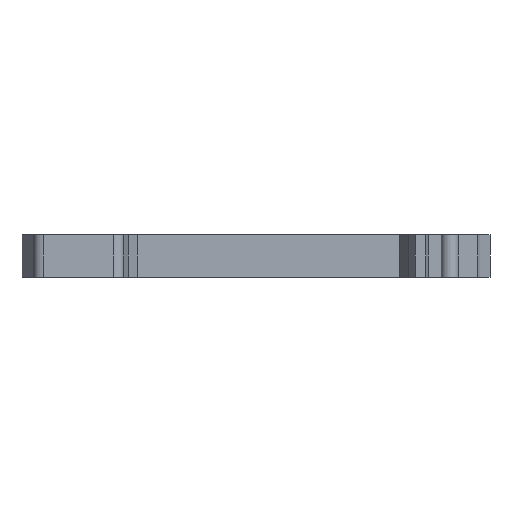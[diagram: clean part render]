
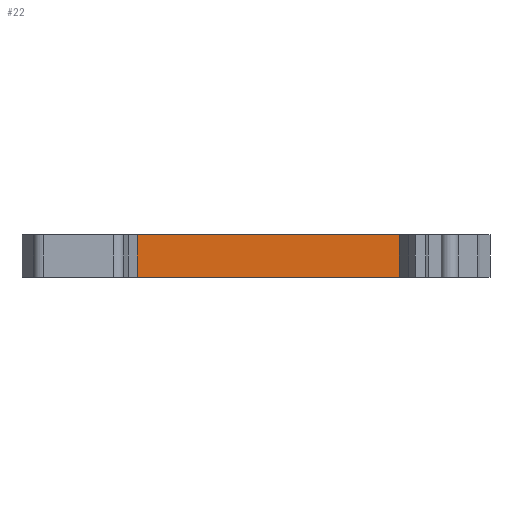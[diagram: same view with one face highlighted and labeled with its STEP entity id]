
A CAD part, front view. The second image highlights one B-rep face of the part: STEP entity #22.
In plain terms, the highlighted planar face has unit normal (0, -1, 0).
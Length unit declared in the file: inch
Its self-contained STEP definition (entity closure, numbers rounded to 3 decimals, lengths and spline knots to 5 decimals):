
#22 = ADVANCED_FACE ( 'NONE', ( #703 ), #4499, .F. ) ;
#233 = VERTEX_POINT ( 'NONE', #2652 ) ;
#703 = FACE_OUTER_BOUND ( 'NONE', #1465, .T. ) ;
#794 = EDGE_CURVE ( 'NONE', #7625, #7970, #7366, .T. ) ;
#1465 = EDGE_LOOP ( 'NONE', ( #5769, #7420, #6004, #3190 ) ) ;
#1946 = AXIS2_PLACEMENT_3D ( 'NONE', #8846, #3083, #5271 ) ;
#2294 = EDGE_CURVE ( 'NONE', #7625, #233, #2959, .T. ) ;
#2652 = CARTESIAN_POINT ( 'NONE',  ( 0.60124, 0., -0.09843 ) ) ;
#2959 = LINE ( 'NONE', #6478, #8671 ) ;
#3083 = DIRECTION ( 'NONE',  ( 0., 1., 0. ) ) ;
#3190 = ORIENTED_EDGE ( 'NONE', *, *, #2294, .T. ) ;
#3544 = VECTOR ( 'NONE', #4270, 39.37008 ) ;
#3813 = VERTEX_POINT ( 'NONE', #5607 ) ;
#4193 = EDGE_CURVE ( 'NONE', #233, #3813, #8666, .T. ) ;
#4270 = DIRECTION ( 'NONE',  ( 1., 0., 0. ) ) ;
#4313 = CARTESIAN_POINT ( 'NONE',  ( 0.60124, 0., 0.09843 ) ) ;
#4375 = CARTESIAN_POINT ( 'NONE',  ( -0.60124, 0., -0.09843 ) ) ;
#4499 = PLANE ( 'NONE',  #1946 ) ;
#5271 = DIRECTION ( 'NONE',  ( -1., 0., 0. ) ) ;
#5580 = DIRECTION ( 'NONE',  ( 0., 0., 1. ) ) ;
#5584 = LINE ( 'NONE', #8651, #3544 ) ;
#5607 = CARTESIAN_POINT ( 'NONE',  ( 0.60124, 0., 0.09843 ) ) ;
#5769 = ORIENTED_EDGE ( 'NONE', *, *, #4193, .T. ) ;
#6004 = ORIENTED_EDGE ( 'NONE', *, *, #794, .F. ) ;
#6360 = DIRECTION ( 'NONE',  ( 1., 0., 0. ) ) ;
#6478 = CARTESIAN_POINT ( 'NONE',  ( 1.38772, 0., -0.09843 ) ) ;
#6690 = VECTOR ( 'NONE', #7216, 39.37008 ) ;
#6714 = CARTESIAN_POINT ( 'NONE',  ( -0.60124, 0., 0.09843 ) ) ;
#6980 = CARTESIAN_POINT ( 'NONE',  ( -0.60124, 0., 0.09843 ) ) ;
#7216 = DIRECTION ( 'NONE',  ( 0., 0., 1. ) ) ;
#7366 = LINE ( 'NONE', #6980, #8740 ) ;
#7420 = ORIENTED_EDGE ( 'NONE', *, *, #8188, .F. ) ;
#7625 = VERTEX_POINT ( 'NONE', #4375 ) ;
#7970 = VERTEX_POINT ( 'NONE', #6714 ) ;
#8188 = EDGE_CURVE ( 'NONE', #7970, #3813, #5584, .T. ) ;
#8651 = CARTESIAN_POINT ( 'NONE',  ( 1.38772, 0., 0.09843 ) ) ;
#8666 = LINE ( 'NONE', #4313, #6690 ) ;
#8671 = VECTOR ( 'NONE', #6360, 39.37008 ) ;
#8740 = VECTOR ( 'NONE', #5580, 39.37008 ) ;
#8846 = CARTESIAN_POINT ( 'NONE',  ( -0.60124, 0., 0.09843 ) ) ;
